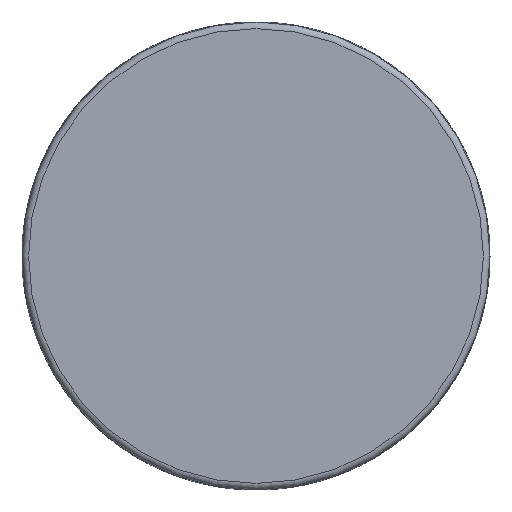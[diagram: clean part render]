
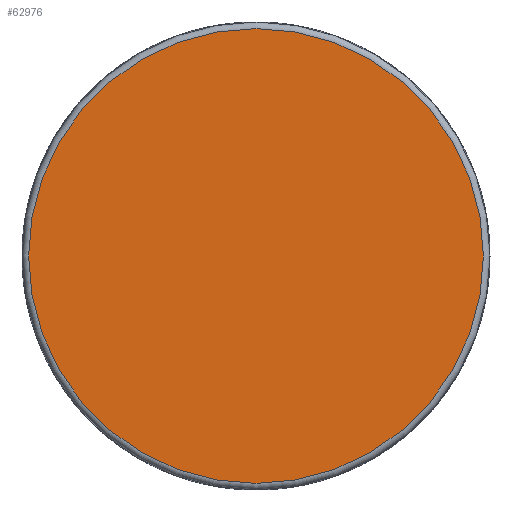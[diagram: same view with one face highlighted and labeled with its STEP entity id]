
A CAD part, left-side view. The second image highlights one B-rep face of the part: STEP entity #62976.
In plain terms, the highlighted planar face has unit normal (-1, 0, 0).
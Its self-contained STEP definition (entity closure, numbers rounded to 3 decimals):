
#3522=PLANE('',#63460);
#7057=FACE_OUTER_BOUND('',#10989,.T.);
#10989=EDGE_LOOP('',(#55484));
#11026=CIRCLE('',#63459,17.25);
#27349=VERTEX_POINT('',#256867);
#36730=EDGE_CURVE('',#27349,#27349,#11026,.T.);
#55484=ORIENTED_EDGE('',*,*,#36730,.F.);
#62976=ADVANCED_FACE('',(#7057),#3522,.T.);
#63459=AXIS2_PLACEMENT_3D('',#256869,#65098,#65099);
#63460=AXIS2_PLACEMENT_3D('',#256870,#65100,#65101);
#65098=DIRECTION('center_axis',(1.,0.,0.));
#65099=DIRECTION('ref_axis',(0.,-1.,0.));
#65100=DIRECTION('center_axis',(-1.,0.,0.));
#65101=DIRECTION('ref_axis',(0.,0.,1.));
#256867=CARTESIAN_POINT('',(-47.,0.,17.25));
#256869=CARTESIAN_POINT('Origin',(-47.,0.,0.));
#256870=CARTESIAN_POINT('Origin',(-47.,17.75,0.));
